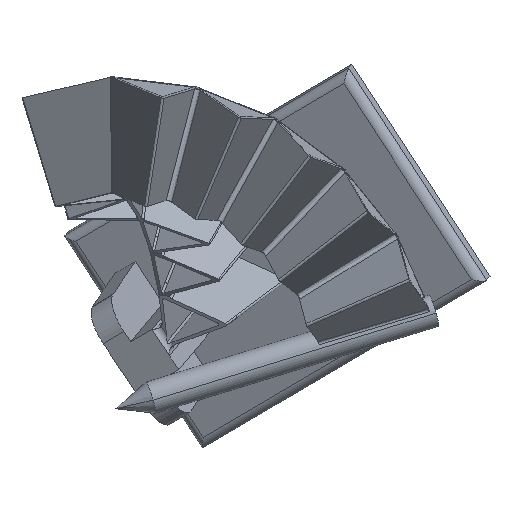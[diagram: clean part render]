
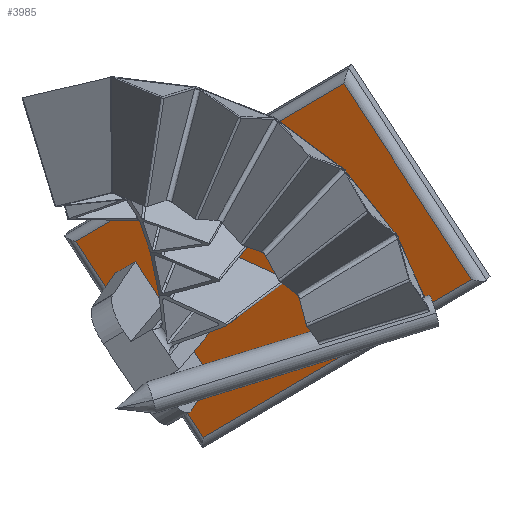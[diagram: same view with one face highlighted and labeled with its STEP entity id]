
A CAD part, front view. The second image highlights one B-rep face of the part: STEP entity #3985.
In plain terms, the highlighted planar face has unit normal (-0.239, -0.928, -0.286).
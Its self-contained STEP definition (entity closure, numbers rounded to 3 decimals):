
#95 = ORIENTED_EDGE ( 'NONE', *, *, #15627, .T. ) ;
#241 = LINE ( 'NONE', #12559, #5399 ) ;
#444 = DIRECTION ( 'NONE',  ( -0.806, 0.354, -0.475 ) ) ;
#447 = LINE ( 'NONE', #4759, #10767 ) ;
#667 = ORIENTED_EDGE ( 'NONE', *, *, #7918, .T. ) ;
#868 = CARTESIAN_POINT ( 'NONE',  ( -75.553, 133.268, -8.289 ) ) ;
#875 = DIRECTION ( 'NONE',  ( 0.542, 0.117, -0.832 ) ) ;
#899 = VERTEX_POINT ( 'NONE', #8466 ) ;
#1013 = VECTOR ( 'NONE', #17639, 1000. ) ;
#1028 = EDGE_CURVE ( 'NONE', #9412, #9785, #1637, .T. ) ;
#1173 = VECTOR ( 'NONE', #2123, 1000. ) ;
#1425 = CARTESIAN_POINT ( 'NONE',  ( -11.614, 100.023, 46.23 ) ) ;
#1637 = LINE ( 'NONE', #6124, #4886 ) ;
#1885 = DIRECTION ( 'NONE',  ( -0.239, -0.928, -0.286 ) ) ;
#1915 = EDGE_CURVE ( 'NONE', #17452, #899, #9809, .T. ) ;
#2075 = ORIENTED_EDGE ( 'NONE', *, *, #11867, .T. ) ;
#2123 = DIRECTION ( 'NONE',  ( 0.542, 0.117, -0.832 ) ) ;
#2419 = CARTESIAN_POINT ( 'NONE',  ( 29.877, 107.432, -12.401 ) ) ;
#2655 = LINE ( 'NONE', #9026, #6106 ) ;
#3214 = VECTOR ( 'NONE', #444, 1000. ) ;
#3252 = VERTEX_POINT ( 'NONE', #4646 ) ;
#3394 = LINE ( 'NONE', #7599, #4053 ) ;
#3436 = VECTOR ( 'NONE', #12168, 1000. ) ;
#3494 = ORIENTED_EDGE ( 'NONE', *, *, #5420, .F. ) ;
#3597 = ORIENTED_EDGE ( 'NONE', *, *, #1915, .T. ) ;
#3670 = DIRECTION ( 'NONE',  ( -0.542, -0.117, 0.832 ) ) ;
#3882 = LINE ( 'NONE', #15782, #4310 ) ;
#3985 = ADVANCED_FACE ( 'NONE', ( #14052 ), #7427, .T. ) ;
#4033 = CARTESIAN_POINT ( 'NONE',  ( -63.207, 135.944, -27.264 ) ) ;
#4038 = EDGE_CURVE ( 'NONE', #4788, #9412, #14954, .T. ) ;
#4053 = VECTOR ( 'NONE', #13118, 1000. ) ;
#4310 = VECTOR ( 'NONE', #11938, 1000. ) ;
#4550 = DIRECTION ( 'NONE',  ( 0.542, 0.117, -0.832 ) ) ;
#4564 = EDGE_CURVE ( 'NONE', #9785, #14567, #2655, .T. ) ;
#4567 = VERTEX_POINT ( 'NONE', #13162 ) ;
#4646 = CARTESIAN_POINT ( 'NONE',  ( -52.588, 134.02, -29.877 ) ) ;
#4759 = CARTESIAN_POINT ( 'NONE',  ( -67.161, 135.087, -21.188 ) ) ;
#4788 = VERTEX_POINT ( 'NONE', #16907 ) ;
#4886 = VECTOR ( 'NONE', #14790, 1000. ) ;
#5012 = CARTESIAN_POINT ( 'NONE',  ( -60.712, 132.259, -17.391 ) ) ;
#5035 = CARTESIAN_POINT ( 'NONE',  ( -78.367, 139.437, -25.952 ) ) ;
#5038 = ORIENTED_EDGE ( 'NONE', *, *, #11493, .F. ) ;
#5399 = VECTOR ( 'NONE', #8637, 1000. ) ;
#5420 = EDGE_CURVE ( 'NONE', #14567, #3252, #8028, .T. ) ;
#5424 = VERTEX_POINT ( 'NONE', #13936 ) ;
#5583 = ORIENTED_EDGE ( 'NONE', *, *, #8303, .T. ) ;
#5794 = CARTESIAN_POINT ( 'NONE',  ( -67.161, 135.087, -21.188 ) ) ;
#5853 = CARTESIAN_POINT ( 'NONE',  ( -61.574, 132.072, -16.066 ) ) ;
#6083 = DIRECTION ( 'NONE',  ( 0.542, 0.117, -0.832 ) ) ;
#6106 = VECTOR ( 'NONE', #3670, 1000. ) ;
#6124 = CARTESIAN_POINT ( 'NONE',  ( -51.94, 138.387, -44.582 ) ) ;
#6331 = EDGE_CURVE ( 'NONE', #9945, #4567, #11873, .T. ) ;
#6528 = VERTEX_POINT ( 'NONE', #8793 ) ;
#6609 = VECTOR ( 'NONE', #13238, 1000. ) ;
#6688 = CARTESIAN_POINT ( 'NONE',  ( -78.367, 139.437, -25.952 ) ) ;
#6693 = ORIENTED_EDGE ( 'NONE', *, *, #12105, .F. ) ;
#7363 = VERTEX_POINT ( 'NONE', #1425 ) ;
#7427 = PLANE ( 'NONE',  #12771 ) ;
#7543 = CARTESIAN_POINT ( 'NONE',  ( -73.474, 137.856, -24.905 ) ) ;
#7599 = CARTESIAN_POINT ( 'NONE',  ( -53.438, 133.836, -28.571 ) ) ;
#7918 = EDGE_CURVE ( 'NONE', #13018, #8723, #447, .T. ) ;
#8028 = LINE ( 'NONE', #9578, #16657 ) ;
#8215 = VECTOR ( 'NONE', #13724, 1000. ) ;
#8303 = EDGE_CURVE ( 'NONE', #7363, #11939, #241, .T. ) ;
#8466 = CARTESIAN_POINT ( 'NONE',  ( -54.763, 144.554, -62.232 ) ) ;
#8478 = CARTESIAN_POINT ( 'NONE',  ( -81.866, 136.037, -12.006 ) ) ;
#8637 = DIRECTION ( 'NONE',  ( -0.806, 0.354, -0.475 ) ) ;
#8723 = VERTEX_POINT ( 'NONE', #14329 ) ;
#8793 = CARTESIAN_POINT ( 'NONE',  ( -75.553, 133.268, -8.289 ) ) ;
#8811 = EDGE_LOOP ( 'NONE', ( #5583, #15570, #9984, #12944, #5038, #6693, #667, #2075, #3494, #12745, #15587, #10084, #9931, #3597, #11242, #95 ) ) ;
#9019 = CARTESIAN_POINT ( 'NONE',  ( -93.835, 136.084, -2.177 ) ) ;
#9026 = CARTESIAN_POINT ( 'NONE',  ( -63.207, 135.944, -27.264 ) ) ;
#9412 = VERTEX_POINT ( 'NONE', #14777 ) ;
#9578 = CARTESIAN_POINT ( 'NONE',  ( -59.037, 136.848, -33.674 ) ) ;
#9592 = CARTESIAN_POINT ( 'NONE',  ( -73.474, 137.856, -24.905 ) ) ;
#9776 = EDGE_CURVE ( 'NONE', #4567, #13386, #16395, .T. ) ;
#9785 = VERTEX_POINT ( 'NONE', #17286 ) ;
#9809 = LINE ( 'NONE', #14554, #1013 ) ;
#9931 = ORIENTED_EDGE ( 'NONE', *, *, #11376, .F. ) ;
#9945 = VERTEX_POINT ( 'NONE', #8478 ) ;
#9984 = ORIENTED_EDGE ( 'NONE', *, *, #9776, .F. ) ;
#10084 = ORIENTED_EDGE ( 'NONE', *, *, #4038, .F. ) ;
#10767 = VECTOR ( 'NONE', #15890, 1000. ) ;
#10855 = VECTOR ( 'NONE', #875, 1000. ) ;
#11242 = ORIENTED_EDGE ( 'NONE', *, *, #15752, .T. ) ;
#11376 = EDGE_CURVE ( 'NONE', #17452, #4788, #3394, .T. ) ;
#11493 = EDGE_CURVE ( 'NONE', #6528, #9945, #11985, .T. ) ;
#11867 = EDGE_CURVE ( 'NONE', #8723, #3252, #17655, .T. ) ;
#11873 = LINE ( 'NONE', #9592, #8215 ) ;
#11938 = DIRECTION ( 'NONE',  ( -0.542, -0.117, 0.832 ) ) ;
#11939 = VERTEX_POINT ( 'NONE', #9019 ) ;
#11985 = LINE ( 'NONE', #868, #6609 ) ;
#12105 = EDGE_CURVE ( 'NONE', #13018, #6528, #15799, .T. ) ;
#12168 = DIRECTION ( 'NONE',  ( 0.806, -0.354, 0.475 ) ) ;
#12399 = CARTESIAN_POINT ( 'NONE',  ( -59.037, 136.848, -33.674 ) ) ;
#12456 = VECTOR ( 'NONE', #6083, 1000. ) ;
#12559 = CARTESIAN_POINT ( 'NONE',  ( -96.253, 137.144, -3.601 ) ) ;
#12571 = EDGE_CURVE ( 'NONE', #11939, #13386, #13414, .T. ) ;
#12745 = ORIENTED_EDGE ( 'NONE', *, *, #4564, .F. ) ;
#12771 = AXIS2_PLACEMENT_3D ( 'NONE', #15488, #1885, #4550 ) ;
#12881 = CARTESIAN_POINT ( 'NONE',  ( -70.231, 141.201, -38.457 ) ) ;
#12944 = ORIENTED_EDGE ( 'NONE', *, *, #6331, .F. ) ;
#13018 = VERTEX_POINT ( 'NONE', #5794 ) ;
#13118 = DIRECTION ( 'NONE',  ( 0.806, -0.354, 0.475 ) ) ;
#13162 = CARTESIAN_POINT ( 'NONE',  ( -74.336, 137.669, -23.579 ) ) ;
#13238 = DIRECTION ( 'NONE',  ( -0.806, 0.354, -0.475 ) ) ;
#13386 = VERTEX_POINT ( 'NONE', #6688 ) ;
#13414 = LINE ( 'NONE', #5035, #1173 ) ;
#13724 = DIRECTION ( 'NONE',  ( 0.542, 0.117, -0.832 ) ) ;
#13822 = DIRECTION ( 'NONE',  ( 0.806, -0.354, 0.475 ) ) ;
#13936 = CARTESIAN_POINT ( 'NONE',  ( 27.458, 108.493, -13.825 ) ) ;
#13972 = LINE ( 'NONE', #2419, #3436 ) ;
#14052 = FACE_OUTER_BOUND ( 'NONE', #8811, .T. ) ;
#14329 = CARTESIAN_POINT ( 'NONE',  ( -60.712, 132.259, -17.391 ) ) ;
#14554 = CARTESIAN_POINT ( 'NONE',  ( -53.138, 144.906, -64.729 ) ) ;
#14567 = VERTEX_POINT ( 'NONE', #12399 ) ;
#14777 = CARTESIAN_POINT ( 'NONE',  ( -58.254, 141.156, -48.299 ) ) ;
#14790 = DIRECTION ( 'NONE',  ( 0.806, -0.354, 0.475 ) ) ;
#14954 = LINE ( 'NONE', #7543, #10855 ) ;
#15444 = DIRECTION ( 'NONE',  ( -0.542, -0.117, 0.832 ) ) ;
#15488 = CARTESIAN_POINT ( 'NONE',  ( 11.088, 103.359, 16.477 ) ) ;
#15570 = ORIENTED_EDGE ( 'NONE', *, *, #12571, .T. ) ;
#15587 = ORIENTED_EDGE ( 'NONE', *, *, #1028, .F. ) ;
#15627 = EDGE_CURVE ( 'NONE', #5424, #7363, #3882, .T. ) ;
#15752 = EDGE_CURVE ( 'NONE', #899, #5424, #13972, .T. ) ;
#15782 = CARTESIAN_POINT ( 'NONE',  ( -13.238, 99.67, 48.727 ) ) ;
#15799 = LINE ( 'NONE', #4033, #17312 ) ;
#15890 = DIRECTION ( 'NONE',  ( 0.806, -0.354, 0.475 ) ) ;
#16395 = LINE ( 'NONE', #5853, #3214 ) ;
#16657 = VECTOR ( 'NONE', #13822, 1000. ) ;
#16907 = CARTESIAN_POINT ( 'NONE',  ( -66.2, 139.433, -36.084 ) ) ;
#17286 = CARTESIAN_POINT ( 'NONE',  ( -51.94, 138.387, -44.582 ) ) ;
#17312 = VECTOR ( 'NONE', #15444, 1000. ) ;
#17452 = VERTEX_POINT ( 'NONE', #12881 ) ;
#17639 = DIRECTION ( 'NONE',  ( 0.542, 0.117, -0.832 ) ) ;
#17655 = LINE ( 'NONE', #5012, #12456 ) ;
